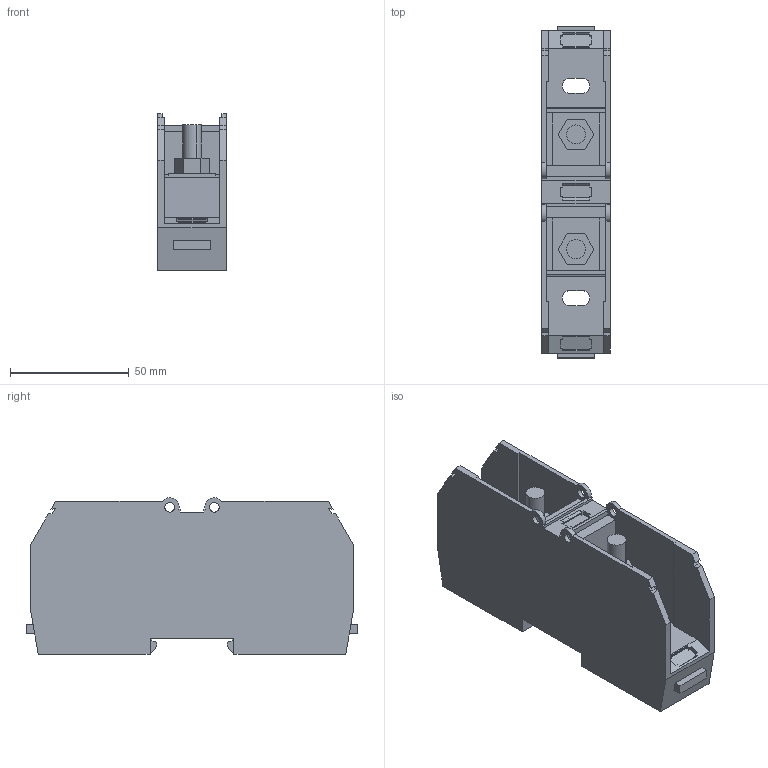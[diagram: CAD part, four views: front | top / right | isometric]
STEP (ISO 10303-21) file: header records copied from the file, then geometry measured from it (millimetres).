
FILE_DESCRIPTION(('Creo Elements/Direct Modeling STEP Export'),'2;1');
FILE_NAME('model.stp','2020-06-10T 8:00:35',(''),(''),'Creo Elements/Direct Modeling STEP processor for AP214 (Solid Model)','Creo Elements/Direct Modeling 20.1A 29-Sep-2018 (C) Parametric Technology GmbH','');
FILE_SCHEMA(('AUTOMOTIVE_DESIGN { 1 0 10303 214 1 1 1 1 }'));
Length unit declared in the file: millimetre
Products named in the file (2): RBO_8_BU-select
Assembly tree (1 placements, depth 2):
  RBO_8_BU-select
    RBO_8_BU-select
Bounding box: 29 x 140 x 66 mm (x, y, z)
Volume: 146961.4 mm3; surface area: 39111.2 mm2
Topology: 1 solids, 1 shells, 197 faces, 556 edges, 370 vertices
Faces by surface type: plane 173, cylinder 24
Entity records: 7700 total; most frequent: ORIENTED_EDGE 1112, CARTESIAN_POINT 1076, DIRECTION 922, EDGE_CURVE 556, VECTOR 490, LINE 490, VERTEX_POINT 370, EDGE_LOOP 218
